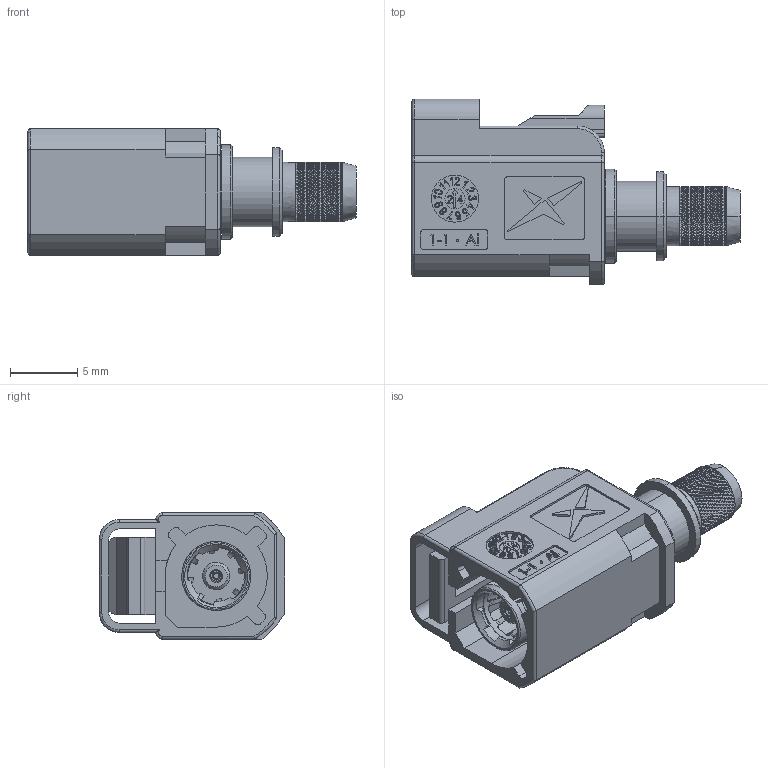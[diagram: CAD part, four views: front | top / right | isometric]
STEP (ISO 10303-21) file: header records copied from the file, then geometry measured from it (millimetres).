
FILE_DESCRIPTION (( 'STEP AP214' ), '1' );
FILE_NAME ('3D-WEB CON.000912-FAKRA Gen 2 Code Z Jack-TGC200.STEP', '2024-06-21T02:32:20', ( '' ), ( '' ), 'SwSTEP 2.0', 'SolidWorks 2022', '' );
FILE_SCHEMA (( 'AUTOMOTIVE_DESIGN' ));
Length unit declared in the file: millimetre
Products named in the file (1): 3D-WEB CON.000912-FAKRA Gen 2 Code Z Jack-TGC200
Bounding box: 24.4 x 13.8 x 9.4 mm (x, y, z)
Volume: 1135.4 mm3; surface area: 1901.3 mm2
Topology: 1 solids, 1 shells, 4283 faces, 9220 edges, 4957 vertices
Faces by surface type: bspline 2928, cylinder 826, plane 486, cone 29, torus 14
Entity records: 128507 total; most frequent: CARTESIAN_POINT 61772, ORIENTED_EDGE 18440, EDGE_CURVE 9220, DIRECTION 5393, VERTEX_POINT 4957, EDGE_LOOP 4341, FACE_OUTER_BOUND 4283, ADVANCED_FACE 4283
